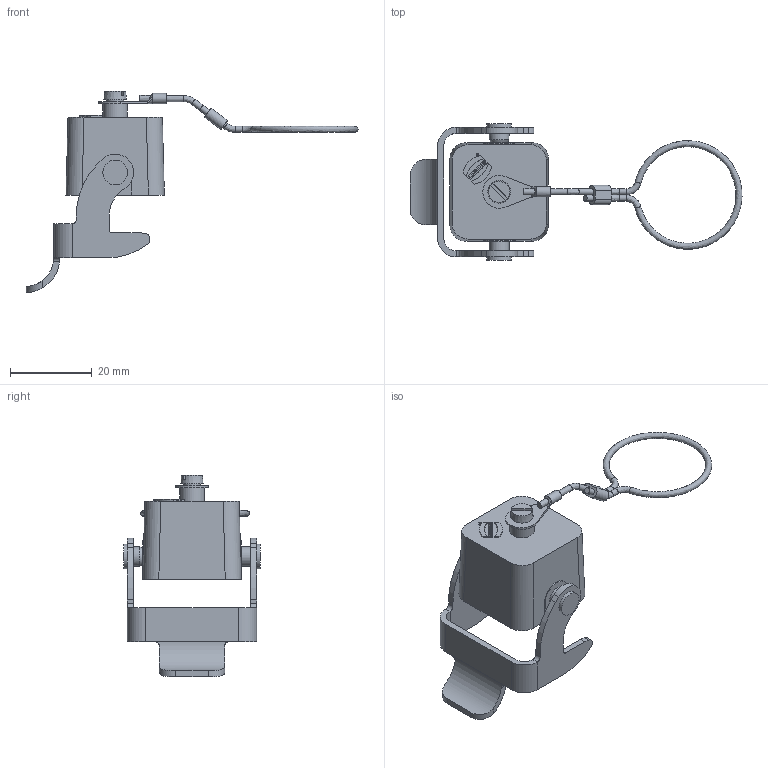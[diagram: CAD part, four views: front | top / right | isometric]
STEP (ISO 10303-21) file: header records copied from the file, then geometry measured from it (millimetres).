
FILE_DESCRIPTION(/* description */ (''),/* implementation_level */ '2;1');
FILE_NAME(/* name */ '100095266ugm000_d.stp',/* time_stamp */ '2019-09-06T10:21:29+02:00',/* author */ (''),/* organization */ (''),/* preprocessor_version */ 'ST-DEVELOPER v16.7',/* originating_system */ 'SIEMENS PLM Software NX 12.0',/* authorisation */ '');
FILE_SCHEMA (('AUTOMOTIVE_DESIGN { 1 0 10303 214 3 1 1 1 }'));
Length unit declared in the file: millimetre
Products named in the file (1): 100095266ugm000_d
Bounding box: 81 x 33.4 x 49.09 mm (x, y, z)
Volume: 4595.4 mm3; surface area: 7444.5 mm2
Topology: 1 solids, 1 shells, 248 faces, 635 edges, 416 vertices
Faces by surface type: plane 168, cylinder 57, bspline 18, extrusion 3, cone 2
Full cylindrical faces by diameter (mm): 0.42 x1, 0.6 x1, 2.5 x1, 4.1 x1, 4.8 x2, 6 x3
Entity records: 10081 total; most frequent: CARTESIAN_POINT 2460, ORIENTED_EDGE 1200, DIRECTION 1146, EDGE_CURVE 600, VECTOR 450, LINE 447, VERTEX_POINT 406, AXIS2_PLACEMENT_3D 348
